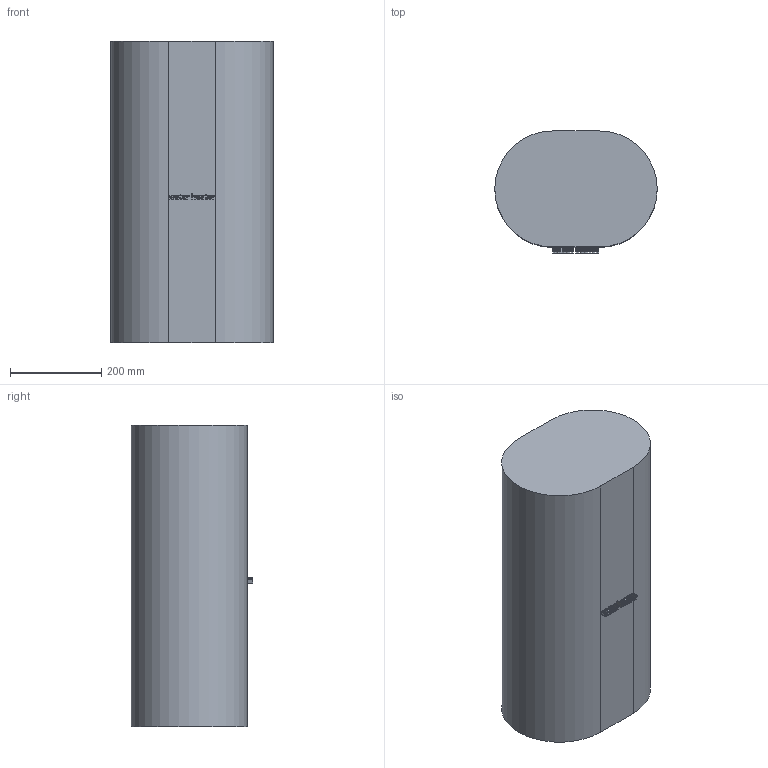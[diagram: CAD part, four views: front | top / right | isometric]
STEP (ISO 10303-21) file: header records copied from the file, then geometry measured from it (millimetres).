
FILE_DESCRIPTION(/* description */ ('STEP AP242','CAx-IF Rec.Pracs.---Representation and Presentation of Product Manufacturing Information (PMI)---4.0---2014-10-13','CAx-IF Rec.Pracs.---3D Tessellated Geometry---0.4---2014-09-14','2;1'),/* implementation_level */ '2;1');
FILE_NAME(/* name */ '66bc8aa65a591f3e44c6e918',/* time_stamp */ '2024-08-14T10:44:55Z',/* author */ (''),/* organization */ (''),/* preprocessor_version */ 'ST-DEVELOPER v20',/* originating_system */ ' ',/* authorisation */ ' ');
FILE_SCHEMA (('AP242_MANAGED_MODEL_BASED_3D_ENGINEERING_MIM_LF { 1 0 10303 442 1 1 4 }'));
Length unit declared in the file: metre
Products named in the file (1): Part 1
Bounding box: 355.6 x 266.7 x 660.4 mm (x, y, z)
Volume: 50511134.3 mm3; surface area: 820229.1 mm2
Topology: 1 solids, 1 shells, 237 faces, 657 edges, 438 vertices
Faces by surface type: bspline 119, plane 116, cylinder 2
Entity records: 7913 total; most frequent: CARTESIAN_POINT 2642, ORIENTED_EDGE 1314, DIRECTION 661, EDGE_CURVE 657, VERTEX_POINT 438, LINE 415, VECTOR 415, EDGE_LOOP 253
